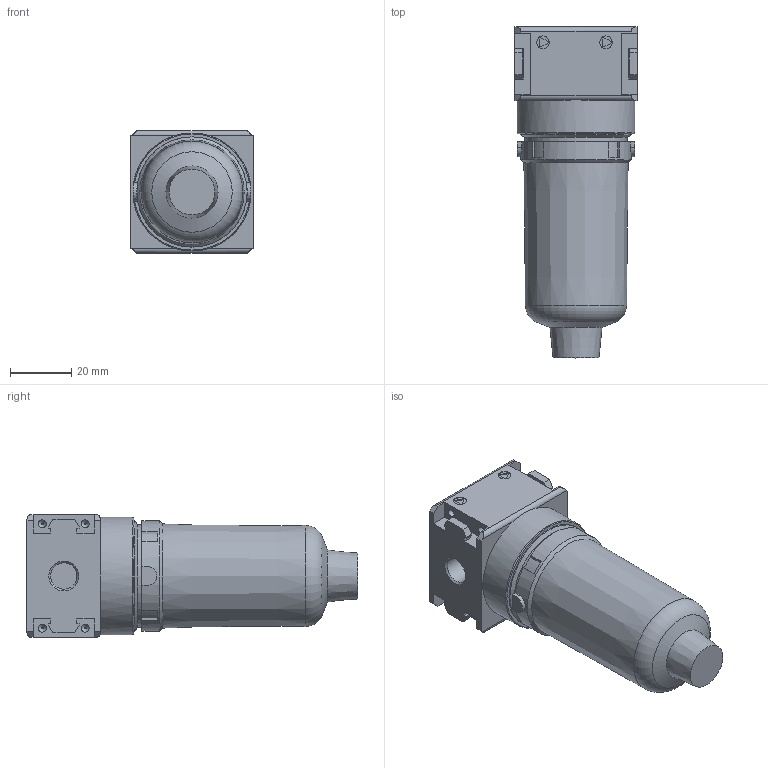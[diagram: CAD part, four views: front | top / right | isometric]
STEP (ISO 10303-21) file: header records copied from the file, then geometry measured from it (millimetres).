
FILE_DESCRIPTION( ( 'STEP AP203' ), ' ' );
FILE_NAME( '9.1300.00.070.stp', '2017-04-07T08:48:30', ( '' ), ( '' ), ' ', 'PARTsolutions', ' ' );
FILE_SCHEMA( ( 'CONFIG_CONTROL_DESIGN' ) );
Length unit declared in the file: millimetre
Products named in the file (3): 9.1300.00.070; _FA 05 K(00)-1; _FA 05 K-3
Assembly tree (2 placements, depth 2):
  9.1300.00.070
    _FA 05 K(00)-1
    _FA 05 K-3
Bounding box: 40 x 108.3 x 40 mm (x, y, z)
Volume: 104884.1 mm3; surface area: 18698.7 mm2
Topology: 2 solids, 2 shells, 174 faces, 432 edges, 284 vertices
Faces by surface type: plane 128, cylinder 32, cone 10, torus 3, sphere 1
Full cylindrical faces by diameter (mm): 2.6 x4, 3 x4, 4.1 x4, 8.566 x2, 16 x1, 20.3 x1, 33.3 x1, 36 x2, 38.5 x1
Entity records: 5148 total; most frequent: CARTESIAN_POINT 980, DIRECTION 828, ORIENTED_EDGE 790, EDGE_CURVE 395, LINE 304, VECTOR 304, VERTEX_POINT 280, AXIS2_PLACEMENT_3D 262
